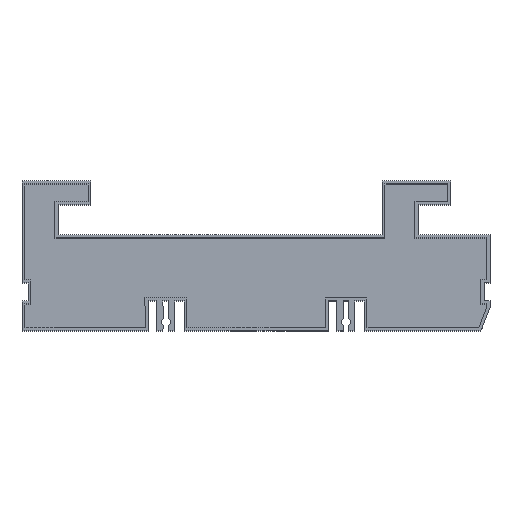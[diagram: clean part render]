
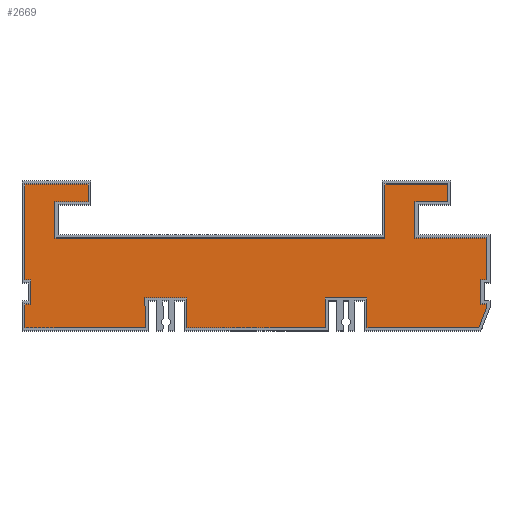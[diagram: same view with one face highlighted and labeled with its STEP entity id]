
A CAD part, top view. The second image highlights one B-rep face of the part: STEP entity #2669.
In plain terms, the highlighted planar face has unit normal (0, 0, 1).
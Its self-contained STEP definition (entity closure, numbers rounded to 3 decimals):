
#1685=CARTESIAN_POINT('',(162.,43.,1.0));
#1686=VERTEX_POINT('',#1685);
#1693=CARTESIAN_POINT('',(151.0,43.,1.0));
#1694=VERTEX_POINT('',#1693);
#1695=CARTESIAN_POINT('',(151.0,43.0,1.0));
#1696=DIRECTION('',(1.0,0.0,0.0));
#1697=VECTOR('',#1696,11.);
#1698=LINE('',#1695,#1697);
#1699=EDGE_CURVE('',#1694,#1686,#1698,.T.);
#1723=CARTESIAN_POINT('',(162.,49.0,1.0));
#1724=VERTEX_POINT('',#1723);
#1731=CARTESIAN_POINT('',(162.0,43.,1.0));
#1732=DIRECTION('',(0.0,1.0,0.0));
#1733=VECTOR('',#1732,6.);
#1734=LINE('',#1731,#1733);
#1735=EDGE_CURVE('',#1686,#1724,#1734,.T.);
#1754=CARTESIAN_POINT('',(141.,49.0,1.0));
#1755=VERTEX_POINT('',#1754);
#1762=CARTESIAN_POINT('',(162.,49.0,1.0));
#1763=DIRECTION('',(-1.0,0.0,0.0));
#1764=VECTOR('',#1763,21.);
#1765=LINE('',#1762,#1764);
#1766=EDGE_CURVE('',#1724,#1755,#1765,.T.);
#1785=CARTESIAN_POINT('',(141.,31.0,1.0));
#1786=VERTEX_POINT('',#1785);
#1793=CARTESIAN_POINT('',(141.0,49.0,1.0));
#1794=DIRECTION('',(0.0,-1.0,0.0));
#1795=VECTOR('',#1794,18.0);
#1796=LINE('',#1793,#1795);
#1797=EDGE_CURVE('',#1755,#1786,#1796,.T.);
#1809=CARTESIAN_POINT('',(151.0,31.0,1.0));
#1810=VERTEX_POINT('',#1809);
#1811=CARTESIAN_POINT('',(151.0,31.,1.0));
#1812=DIRECTION('',(0.0,1.0,0.0));
#1813=VECTOR('',#1812,12.);
#1814=LINE('',#1811,#1813);
#1815=EDGE_CURVE('',#1810,#1694,#1814,.T.);
#1849=CARTESIAN_POINT('',(42.0,43.,1.0));
#1850=VERTEX_POINT('',#1849);
#1857=CARTESIAN_POINT('',(31.0,43.,1.0));
#1858=VERTEX_POINT('',#1857);
#1859=CARTESIAN_POINT('',(31.0,43.0,1.0));
#1860=DIRECTION('',(1.0,0.0,0.0));
#1861=VECTOR('',#1860,11.0);
#1862=LINE('',#1859,#1861);
#1863=EDGE_CURVE('',#1858,#1850,#1862,.T.);
#1887=CARTESIAN_POINT('',(42.0,49.0,1.0));
#1888=VERTEX_POINT('',#1887);
#1895=CARTESIAN_POINT('',(42.0,43.,1.0));
#1896=DIRECTION('',(0.0,1.0,0.0));
#1897=VECTOR('',#1896,6.);
#1898=LINE('',#1895,#1897);
#1899=EDGE_CURVE('',#1850,#1888,#1898,.T.);
#1918=CARTESIAN_POINT('',(21.,49.0,1.0));
#1919=VERTEX_POINT('',#1918);
#1926=CARTESIAN_POINT('',(42.0,49.0,1.0));
#1927=DIRECTION('',(-1.0,0.0,0.0));
#1928=VECTOR('',#1927,21.0);
#1929=LINE('',#1926,#1928);
#1930=EDGE_CURVE('',#1888,#1919,#1929,.T.);
#1949=CARTESIAN_POINT('',(21.,17.0,1.0));
#1950=VERTEX_POINT('',#1949);
#1957=CARTESIAN_POINT('',(21.0,49.0,1.0));
#1958=DIRECTION('',(0.0,-1.0,0.0));
#1959=VECTOR('',#1958,32.);
#1960=LINE('',#1957,#1959);
#1961=EDGE_CURVE('',#1919,#1950,#1960,.T.);
#1973=CARTESIAN_POINT('',(31.,31.0,1.0));
#1974=VERTEX_POINT('',#1973);
#1975=CARTESIAN_POINT('',(31.0,31.,1.0));
#1976=DIRECTION('',(0.0,1.0,0.0));
#1977=VECTOR('',#1976,12.);
#1978=LINE('',#1975,#1977);
#1979=EDGE_CURVE('',#1974,#1858,#1978,.T.);
#2005=CARTESIAN_POINT('',(175.0,8.181,1.0));
#2006=VERTEX_POINT('',#2005);
#2021=CARTESIAN_POINT('',(175.0,9.0,1.0));
#2022=VERTEX_POINT('',#2021);
#2029=CARTESIAN_POINT('',(175.0,8.181,1.0));
#2030=DIRECTION('',(0.0,1.0,0.0));
#2031=VECTOR('',#2030,0.819);
#2032=LINE('',#2029,#2031);
#2033=EDGE_CURVE('',#2006,#2022,#2032,.T.);
#2044=CARTESIAN_POINT('',(175.0,31.0,1.0));
#2045=VERTEX_POINT('',#2044);
#2046=CARTESIAN_POINT('',(175.0,31.0,1.0));
#2047=DIRECTION('',(-1.0,0.0,0.0));
#2048=VECTOR('',#2047,24.0);
#2049=LINE('',#2046,#2048);
#2050=EDGE_CURVE('',#2045,#1810,#2049,.T.);
#2082=CARTESIAN_POINT('',(141.,31.0,1.0));
#2083=DIRECTION('',(-1.0,0.0,0.0));
#2084=VECTOR('',#2083,110.);
#2085=LINE('',#2082,#2084);
#2086=EDGE_CURVE('',#1786,#1974,#2085,.T.);
#2098=CARTESIAN_POINT('',(175.0,17.0,1.0));
#2099=VERTEX_POINT('',#2098);
#2113=CARTESIAN_POINT('',(175.0,17.0,1.0));
#2114=DIRECTION('',(0.0,1.0,0.0));
#2115=VECTOR('',#2114,14.0);
#2116=LINE('',#2113,#2115);
#2117=EDGE_CURVE('',#2099,#2045,#2116,.T.);
#2136=CARTESIAN_POINT('',(173.0,17.0,1.0));
#2137=VERTEX_POINT('',#2136);
#2138=CARTESIAN_POINT('',(175.0,17.,1.0));
#2139=DIRECTION('',(-1.0,0.0,0.0));
#2140=VECTOR('',#2139,2.0);
#2141=LINE('',#2138,#2140);
#2142=EDGE_CURVE('',#2099,#2137,#2141,.T.);
#2167=CARTESIAN_POINT('',(173.0,9.0,1.0));
#2168=VERTEX_POINT('',#2167);
#2169=CARTESIAN_POINT('',(173.0,17.0,1.0));
#2170=DIRECTION('',(0.0,-1.0,0.0));
#2171=VECTOR('',#2170,8.0);
#2172=LINE('',#2169,#2171);
#2173=EDGE_CURVE('',#2137,#2168,#2172,.T.);
#2196=CARTESIAN_POINT('',(173.0,9.0,1.0));
#2197=DIRECTION('',(1.0,0.0,0.0));
#2198=VECTOR('',#2197,2.0);
#2199=LINE('',#2196,#2198);
#2200=EDGE_CURVE('',#2168,#2022,#2199,.T.);
#2213=CARTESIAN_POINT('',(21.,9.0,1.0));
#2214=VERTEX_POINT('',#2213);
#2229=CARTESIAN_POINT('',(21.,1.0,1.0));
#2230=VERTEX_POINT('',#2229);
#2237=CARTESIAN_POINT('',(21.0,9.0,1.0));
#2238=DIRECTION('',(0.0,-1.0,0.0));
#2239=VECTOR('',#2238,8.);
#2240=LINE('',#2237,#2239);
#2241=EDGE_CURVE('',#2214,#2230,#2240,.T.);
#2260=CARTESIAN_POINT('',(23.,9.0,1.0));
#2261=VERTEX_POINT('',#2260);
#2262=CARTESIAN_POINT('',(21.0,9.0,1.0));
#2263=DIRECTION('',(1.0,0.0,0.0));
#2264=VECTOR('',#2263,2.);
#2265=LINE('',#2262,#2264);
#2266=EDGE_CURVE('',#2214,#2261,#2265,.T.);
#2291=CARTESIAN_POINT('',(23.,17.0,1.0));
#2292=VERTEX_POINT('',#2291);
#2293=CARTESIAN_POINT('',(23.,9.0,1.0));
#2294=DIRECTION('',(0.0,1.0,0.0));
#2295=VECTOR('',#2294,8.0);
#2296=LINE('',#2293,#2295);
#2297=EDGE_CURVE('',#2261,#2292,#2296,.T.);
#2320=CARTESIAN_POINT('',(23.,17.0,1.0));
#2321=DIRECTION('',(-1.0,0.0,0.0));
#2322=VECTOR('',#2321,2.);
#2323=LINE('',#2320,#2322);
#2324=EDGE_CURVE('',#2292,#1950,#2323,.T.);
#2344=CARTESIAN_POINT('',(172.307,1.,1.0));
#2345=VERTEX_POINT('',#2344);
#2346=CARTESIAN_POINT('',(175.0,8.181,1.0));
#2347=DIRECTION('',(-0.351,-0.936,0.0));
#2348=VECTOR('',#2347,7.67);
#2349=LINE('',#2346,#2348);
#2350=EDGE_CURVE('',#2006,#2345,#2349,.T.);
#2366=CARTESIAN_POINT('',(61.,1.,1.0));
#2367=VERTEX_POINT('',#2366);
#2376=CARTESIAN_POINT('',(21.0,1.0,1.0));
#2377=DIRECTION('',(1.0,0.0,0.0));
#2378=VECTOR('',#2377,40.);
#2379=LINE('',#2376,#2378);
#2380=EDGE_CURVE('',#2230,#2367,#2379,.T.);
#2407=CARTESIAN_POINT('',(121.,11.0,1.0));
#2408=VERTEX_POINT('',#2407);
#2415=CARTESIAN_POINT('',(121.,1.,1.0));
#2416=VERTEX_POINT('',#2415);
#2417=CARTESIAN_POINT('',(121.,11.0,1.0));
#2418=DIRECTION('',(0.0,-1.0,0.0));
#2419=VECTOR('',#2418,10.);
#2420=LINE('',#2417,#2419);
#2421=EDGE_CURVE('',#2408,#2416,#2420,.T.);
#2445=CARTESIAN_POINT('',(61.0,11.0,1.0));
#2446=VERTEX_POINT('',#2445);
#2453=CARTESIAN_POINT('',(61.,11.0,1.0));
#2454=DIRECTION('',(0.0,-1.0,0.0));
#2455=VECTOR('',#2454,10.);
#2456=LINE('',#2453,#2455);
#2457=EDGE_CURVE('',#2446,#2367,#2456,.T.);
#2470=CARTESIAN_POINT('',(75.0,1.,1.0));
#2471=VERTEX_POINT('',#2470);
#2485=CARTESIAN_POINT('',(75.0,1.,1.0));
#2486=DIRECTION('',(1.0,0.0,0.0));
#2487=VECTOR('',#2486,46.);
#2488=LINE('',#2485,#2487);
#2489=EDGE_CURVE('',#2471,#2416,#2488,.T.);
#2499=CARTESIAN_POINT('',(75.0,11.0,1.0));
#2500=VERTEX_POINT('',#2499);
#2501=CARTESIAN_POINT('',(61.0,11.0,1.0));
#2502=DIRECTION('',(1.0,0.0,0.0));
#2503=VECTOR('',#2502,14.0);
#2504=LINE('',#2501,#2503);
#2505=EDGE_CURVE('',#2500,#2446,#2504,.F.);
#2537=CARTESIAN_POINT('',(75.0,1.,1.0));
#2538=DIRECTION('',(0.0,1.0,0.0));
#2539=VECTOR('',#2538,10.);
#2540=LINE('',#2537,#2539);
#2541=EDGE_CURVE('',#2471,#2500,#2540,.T.);
#2554=CARTESIAN_POINT('',(135.0,1.,1.0));
#2555=VERTEX_POINT('',#2554);
#2569=CARTESIAN_POINT('',(135.0,1.,1.0));
#2570=DIRECTION('',(1.0,0.0,0.0));
#2571=VECTOR('',#2570,37.307);
#2572=LINE('',#2569,#2571);
#2573=EDGE_CURVE('',#2555,#2345,#2572,.T.);
#2583=CARTESIAN_POINT('',(135.0,11.0,1.0));
#2584=VERTEX_POINT('',#2583);
#2585=CARTESIAN_POINT('',(121.,11.0,1.0));
#2586=DIRECTION('',(1.0,0.0,0.0));
#2587=VECTOR('',#2586,14.);
#2588=LINE('',#2585,#2587);
#2589=EDGE_CURVE('',#2584,#2408,#2588,.F.);
#2621=CARTESIAN_POINT('',(135.0,1.,1.0));
#2622=DIRECTION('',(0.0,1.0,0.0));
#2623=VECTOR('',#2622,10.);
#2624=LINE('',#2621,#2623);
#2625=EDGE_CURVE('',#2555,#2584,#2624,.T.);
#2631=CARTESIAN_POINT('',(98.,16.,1.0));
#2632=DIRECTION('',(0.0,0.0,1.0));
#2633=DIRECTION('',(1.0,0.0,0.0));
#2634=AXIS2_PLACEMENT_3D('',#2631,#2632,#2633);
#2635=PLANE('',#2634);
#2636=ORIENTED_EDGE('',*,*,#2589,.F.);
#2637=ORIENTED_EDGE('',*,*,#2625,.F.);
#2638=ORIENTED_EDGE('',*,*,#2573,.T.);
#2639=ORIENTED_EDGE('',*,*,#2350,.F.);
#2640=ORIENTED_EDGE('',*,*,#2033,.T.);
#2641=ORIENTED_EDGE('',*,*,#2200,.F.);
#2642=ORIENTED_EDGE('',*,*,#2173,.F.);
#2643=ORIENTED_EDGE('',*,*,#2142,.F.);
#2644=ORIENTED_EDGE('',*,*,#2117,.T.);
#2645=ORIENTED_EDGE('',*,*,#2050,.T.);
#2646=ORIENTED_EDGE('',*,*,#1815,.T.);
#2647=ORIENTED_EDGE('',*,*,#1699,.T.);
#2648=ORIENTED_EDGE('',*,*,#1735,.T.);
#2649=ORIENTED_EDGE('',*,*,#1766,.T.);
#2650=ORIENTED_EDGE('',*,*,#1797,.T.);
#2651=ORIENTED_EDGE('',*,*,#2086,.T.);
#2652=ORIENTED_EDGE('',*,*,#1979,.T.);
#2653=ORIENTED_EDGE('',*,*,#1863,.T.);
#2654=ORIENTED_EDGE('',*,*,#1899,.T.);
#2655=ORIENTED_EDGE('',*,*,#1930,.T.);
#2656=ORIENTED_EDGE('',*,*,#1961,.T.);
#2657=ORIENTED_EDGE('',*,*,#2324,.F.);
#2658=ORIENTED_EDGE('',*,*,#2297,.F.);
#2659=ORIENTED_EDGE('',*,*,#2266,.F.);
#2660=ORIENTED_EDGE('',*,*,#2241,.T.);
#2661=ORIENTED_EDGE('',*,*,#2380,.T.);
#2662=ORIENTED_EDGE('',*,*,#2457,.F.);
#2663=ORIENTED_EDGE('',*,*,#2505,.F.);
#2664=ORIENTED_EDGE('',*,*,#2541,.F.);
#2665=ORIENTED_EDGE('',*,*,#2489,.T.);
#2666=ORIENTED_EDGE('',*,*,#2421,.F.);
#2667=EDGE_LOOP('',(#2636,#2637,#2638,#2639,#2640,#2641,#2642,#2643,#2644,#2645,#2646,#2647,#2648,#2649,#2650,#2651,#2652,#2653,#2654,#2655,#2656,#2657,#2658,#2659,#2660,#2661,#2662,#2663,#2664,#2665,#2666));
#2668=FACE_OUTER_BOUND('',#2667,.T.);
#2669=ADVANCED_FACE('',(#2668),#2635,.T.);
